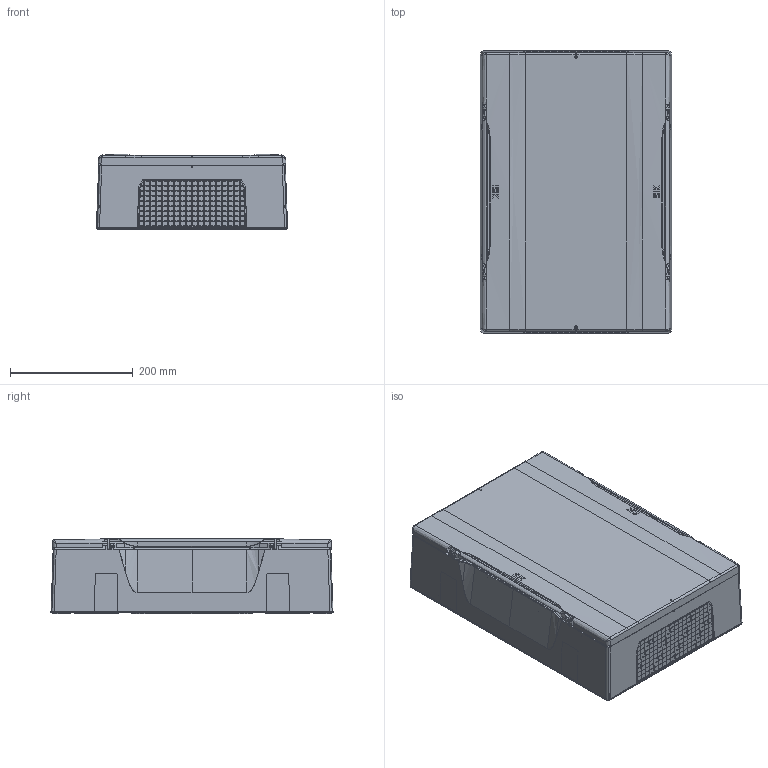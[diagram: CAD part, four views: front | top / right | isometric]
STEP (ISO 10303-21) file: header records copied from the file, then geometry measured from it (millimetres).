
FILE_DESCRIPTION (( 'STEP AP203' ), '1' );
FILE_NAME ('KR5-KP23-N-41 KREPTA 5 Êîðïóñ ïë. ìóëüòèìåä íàâ 460õ310ìì IEK.STEP', '2023-06-30T09:10:00', ( '' ), ( '' ), 'SwSTEP 2.0', 'SolidWorks 2022', '' );
FILE_SCHEMA (( 'CONFIG_CONTROL_DESIGN' ));
Products named in the file (1): KR5-KP23-N-41 KREPTA 5 Корпус пл. мультимед нав 460х310мм IEK
Bounding box: 311.02 x 459.02 x 123.15 mm (x, y, z)
Volume: 1340748.1 mm3; surface area: 1286536 mm2
Topology: 9 solids, 9 shells, 9329 faces, 23381 edges, 14056 vertices
Faces by surface type: plane 3552, cylinder 2528, bspline 1964, cone 554, torus 499, sphere 232
Entity records: 435529 total; most frequent: CARTESIAN_POINT 235346, ORIENTED_EDGE 46614, DIRECTION 35033, EDGE_CURVE 23307, VERTEX_POINT 14041, AXIS2_PLACEMENT_3D 12155, LINE 10723, VECTOR 10723
